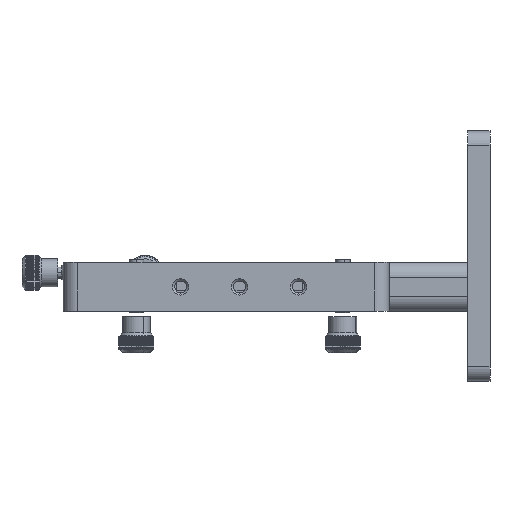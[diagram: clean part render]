
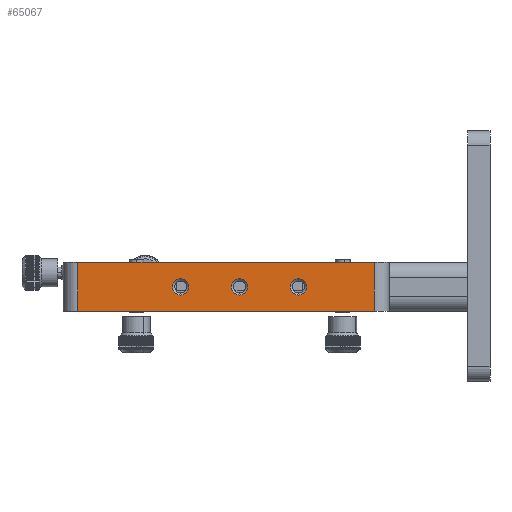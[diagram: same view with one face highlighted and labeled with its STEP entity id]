
A CAD part, left-side view. The second image highlights one B-rep face of the part: STEP entity #65067.
In plain terms, the highlighted planar face has unit normal (-1, 0, 0).
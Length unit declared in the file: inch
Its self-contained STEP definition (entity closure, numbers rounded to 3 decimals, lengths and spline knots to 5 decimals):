
#792 = CARTESIAN_POINT ( 'NONE',  ( -2.53875, 1., -0.415 ) ) ;
#1911 = DIRECTION ( 'NONE',  ( 0., 0., 1. ) ) ;
#5789 = VECTOR ( 'NONE', #56469, 39.37008 ) ;
#6395 = AXIS2_PLACEMENT_3D ( 'NONE', #31923, #63142, #64352 ) ;
#6567 = DIRECTION ( 'NONE',  ( 0., 0., 1. ) ) ;
#8542 = CIRCLE ( 'NONE', #61791, 0.1375 ) ;
#8639 = CIRCLE ( 'NONE', #60509, 0.1375 ) ;
#9209 = FACE_BOUND ( 'NONE', #10444, .T. ) ;
#9925 = VERTEX_POINT ( 'NONE', #28226 ) ;
#10444 = EDGE_LOOP ( 'NONE', ( #70054, #32557 ) ) ;
#10575 = CARTESIAN_POINT ( 'NONE',  ( -2.53875, -2.28875, 0. ) ) ;
#11997 = EDGE_CURVE ( 'NONE', #27853, #81738, #21084, .T. ) ;
#12700 = CARTESIAN_POINT ( 'NONE',  ( -2.53875, -2.28875, 0. ) ) ;
#13614 = DIRECTION ( 'NONE',  ( -1., 0., 0. ) ) ;
#13762 = DIRECTION ( 'NONE',  ( 0., 0., 1. ) ) ;
#14661 = EDGE_LOOP ( 'NONE', ( #44035, #73380, #75799, #43084 ) ) ;
#17709 = EDGE_CURVE ( 'NONE', #29332, #76596, #35097, .T. ) ;
#18469 = AXIS2_PLACEMENT_3D ( 'NONE', #27816, #59857, #27402 ) ;
#19127 = EDGE_CURVE ( 'NONE', #48096, #55486, #49121, .T. ) ;
#21084 = CIRCLE ( 'NONE', #6395, 0.1375 ) ;
#21126 = CARTESIAN_POINT ( 'NONE',  ( -2.53875, -1., -0.415 ) ) ;
#21763 = CARTESIAN_POINT ( 'NONE',  ( -2.53875, -2.28875, -0.83 ) ) ;
#22985 = FACE_BOUND ( 'NONE', #27916, .T. ) ;
#24376 = LINE ( 'NONE', #68981, #5789 ) ;
#24765 = ORIENTED_EDGE ( 'NONE', *, *, #76508, .F. ) ;
#25663 = LINE ( 'NONE', #12700, #30077 ) ;
#26429 = LINE ( 'NONE', #71474, #36824 ) ;
#27402 = DIRECTION ( 'NONE',  ( 0., 0., 1. ) ) ;
#27816 = CARTESIAN_POINT ( 'NONE',  ( -2.53875, -1., -0.415 ) ) ;
#27853 = VERTEX_POINT ( 'NONE', #35587 ) ;
#27916 = EDGE_LOOP ( 'NONE', ( #32597, #24765 ) ) ;
#28017 = FACE_BOUND ( 'NONE', #72766, .T. ) ;
#28226 = CARTESIAN_POINT ( 'NONE',  ( -2.53875, 1., -0.2775 ) ) ;
#29014 = VERTEX_POINT ( 'NONE', #79117 ) ;
#29332 = VERTEX_POINT ( 'NONE', #40151 ) ;
#30077 = VECTOR ( 'NONE', #38586, 39.37008 ) ;
#30748 = DIRECTION ( 'NONE',  ( 0., 0., 1. ) ) ;
#31293 = CARTESIAN_POINT ( 'NONE',  ( -2.53875, -1., -0.2775 ) ) ;
#31923 = CARTESIAN_POINT ( 'NONE',  ( -2.53875, 0., -0.415 ) ) ;
#32557 = ORIENTED_EDGE ( 'NONE', *, *, #57693, .F. ) ;
#32597 = ORIENTED_EDGE ( 'NONE', *, *, #11997, .F. ) ;
#35097 = LINE ( 'NONE', #61279, #55196 ) ;
#35587 = CARTESIAN_POINT ( 'NONE',  ( -2.53875, 0., -0.2775 ) ) ;
#35902 = DIRECTION ( 'NONE',  ( -1., 0., 0. ) ) ;
#36824 = VECTOR ( 'NONE', #78168, 39.37008 ) ;
#38300 = CARTESIAN_POINT ( 'NONE',  ( -2.53875, 1., -0.415 ) ) ;
#38586 = DIRECTION ( 'NONE',  ( 0., -1., 0. ) ) ;
#40151 = CARTESIAN_POINT ( 'NONE',  ( -2.53875, 2.7425, -0.83 ) ) ;
#42321 = ORIENTED_EDGE ( 'NONE', *, *, #19127, .F. ) ;
#43084 = ORIENTED_EDGE ( 'NONE', *, *, #68819, .T. ) ;
#43335 = CARTESIAN_POINT ( 'NONE',  ( -2.53875, 0., -0.5525 ) ) ;
#43845 = EDGE_CURVE ( 'NONE', #29332, #29014, #26429, .T. ) ;
#44035 = ORIENTED_EDGE ( 'NONE', *, *, #54684, .F. ) ;
#48096 = VERTEX_POINT ( 'NONE', #66820 ) ;
#49121 = CIRCLE ( 'NONE', #18469, 0.1375 ) ;
#49908 = DIRECTION ( 'NONE',  ( -1., 0., 0. ) ) ;
#49978 = DIRECTION ( 'NONE',  ( -1., 0., 0. ) ) ;
#51719 = DIRECTION ( 'NONE',  ( -1., 0., 0. ) ) ;
#53096 = EDGE_CURVE ( 'NONE', #55486, #48096, #8542, .T. ) ;
#54684 = EDGE_CURVE ( 'NONE', #76596, #67747, #25663, .T. ) ;
#55076 = DIRECTION ( 'NONE',  ( 0., 0., 1. ) ) ;
#55196 = VECTOR ( 'NONE', #55076, 39.37008 ) ;
#55486 = VERTEX_POINT ( 'NONE', #31293 ) ;
#55736 = AXIS2_PLACEMENT_3D ( 'NONE', #38300, #49978, #6567 ) ;
#56469 = DIRECTION ( 'NONE',  ( 0., 0., 1. ) ) ;
#57693 = EDGE_CURVE ( 'NONE', #64563, #9925, #79791, .T. ) ;
#59428 = CARTESIAN_POINT ( 'NONE',  ( -2.53875, 1., -0.5525 ) ) ;
#59857 = DIRECTION ( 'NONE',  ( -1., 0., 0. ) ) ;
#60509 = AXIS2_PLACEMENT_3D ( 'NONE', #61568, #49908, #30748 ) ;
#60859 = DIRECTION ( 'NONE',  ( 0., -1., 0. ) ) ;
#61279 = CARTESIAN_POINT ( 'NONE',  ( -2.53875, 2.7425, -0.83 ) ) ;
#61568 = CARTESIAN_POINT ( 'NONE',  ( -2.53875, 0., -0.415 ) ) ;
#61791 = AXIS2_PLACEMENT_3D ( 'NONE', #21126, #13614, #1911 ) ;
#63142 = DIRECTION ( 'NONE',  ( -1., 0., 0. ) ) ;
#64352 = DIRECTION ( 'NONE',  ( 0., 0., 1. ) ) ;
#64563 = VERTEX_POINT ( 'NONE', #59428 ) ;
#65067 = ADVANCED_FACE ( 'NONE', ( #28017, #22985, #9209, #67963 ), #78959, .T. ) ;
#66820 = CARTESIAN_POINT ( 'NONE',  ( -2.53875, -1., -0.5525 ) ) ;
#67747 = VERTEX_POINT ( 'NONE', #10575 ) ;
#67963 = FACE_OUTER_BOUND ( 'NONE', #14661, .T. ) ;
#68819 = EDGE_CURVE ( 'NONE', #29014, #67747, #24376, .T. ) ;
#68981 = CARTESIAN_POINT ( 'NONE',  ( -2.53875, -2.28875, -0.83 ) ) ;
#70054 = ORIENTED_EDGE ( 'NONE', *, *, #80836, .F. ) ;
#70392 = CIRCLE ( 'NONE', #55736, 0.1375 ) ;
#70920 = ORIENTED_EDGE ( 'NONE', *, *, #53096, .F. ) ;
#71474 = CARTESIAN_POINT ( 'NONE',  ( -2.53875, -2.28875, -0.83 ) ) ;
#71758 = AXIS2_PLACEMENT_3D ( 'NONE', #792, #51719, #13762 ) ;
#72766 = EDGE_LOOP ( 'NONE', ( #70920, #42321 ) ) ;
#73380 = ORIENTED_EDGE ( 'NONE', *, *, #17709, .F. ) ;
#75799 = ORIENTED_EDGE ( 'NONE', *, *, #43845, .T. ) ;
#76508 = EDGE_CURVE ( 'NONE', #81738, #27853, #8639, .T. ) ;
#76596 = VERTEX_POINT ( 'NONE', #77040 ) ;
#77040 = CARTESIAN_POINT ( 'NONE',  ( -2.53875, 2.7425, 0. ) ) ;
#78168 = DIRECTION ( 'NONE',  ( 0., -1., 0. ) ) ;
#78959 = PLANE ( 'NONE',  #80009 ) ;
#79117 = CARTESIAN_POINT ( 'NONE',  ( -2.53875, -2.28875, -0.83 ) ) ;
#79791 = CIRCLE ( 'NONE', #71758, 0.1375 ) ;
#80009 = AXIS2_PLACEMENT_3D ( 'NONE', #21763, #35902, #60859 ) ;
#80836 = EDGE_CURVE ( 'NONE', #9925, #64563, #70392, .T. ) ;
#81738 = VERTEX_POINT ( 'NONE', #43335 ) ;
